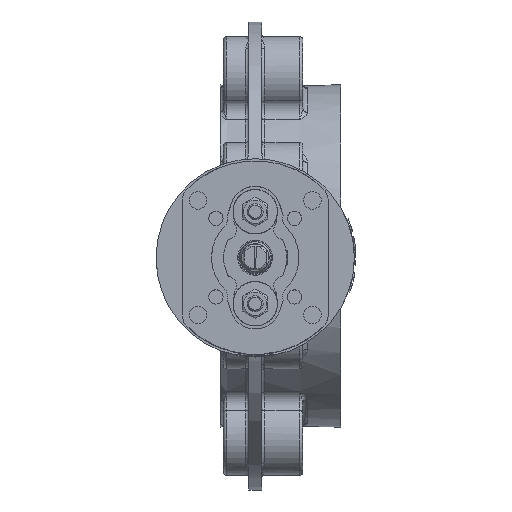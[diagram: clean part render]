
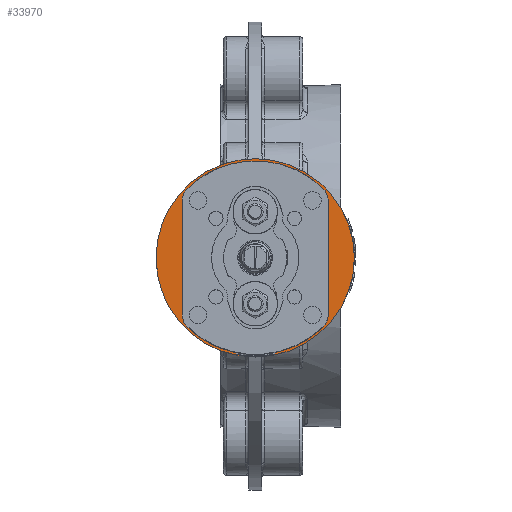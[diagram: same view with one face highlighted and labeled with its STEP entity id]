
A CAD part, top view. The second image highlights one B-rep face of the part: STEP entity #33970.
In plain terms, the highlighted planar face has unit normal (0, 0, 1).
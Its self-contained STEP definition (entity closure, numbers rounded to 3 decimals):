
#2628=LINE('',#61076,#4318);
#2632=LINE('',#61098,#4322);
#4318=VECTOR('',#41947,10.);
#4322=VECTOR('',#41979,10.);
#6184=FACE_BOUND('',#9791,.T.);
#7501=FACE_OUTER_BOUND('',#9790,.T.);
#9790=EDGE_LOOP('',(#25251));
#9791=EDGE_LOOP('',(#25252,#25253,#25254,#25255,#25256,#25257,#25258,#25259));
#11901=CIRCLE('',#36352,61.);
#11967=CIRCLE('',#36429,61.);
#11969=CIRCLE('',#36432,10.);
#11970=CIRCLE('',#36435,10.);
#11976=CIRCLE('',#36446,10.);
#11977=CIRCLE('',#36449,10.);
#12055=CIRCLE('',#36707,62.5);
#14069=VERTEX_POINT('',#57624);
#14070=VERTEX_POINT('',#57626);
#14233=VERTEX_POINT('',#61061);
#14234=VERTEX_POINT('',#61063);
#14236=VERTEX_POINT('',#61070);
#14237=VERTEX_POINT('',#61074);
#14240=VERTEX_POINT('',#61092);
#14241=VERTEX_POINT('',#61096);
#14534=VERTEX_POINT('',#92076);
#17664=EDGE_CURVE('',#14070,#14069,#11901,.T.);
#17839=EDGE_CURVE('',#14234,#14233,#11967,.T.);
#17844=EDGE_CURVE('',#14233,#14236,#11969,.T.);
#17846=EDGE_CURVE('',#14236,#14237,#2628,.T.);
#17847=EDGE_CURVE('',#14237,#14070,#11970,.T.);
#17855=EDGE_CURVE('',#14069,#14240,#11976,.T.);
#17857=EDGE_CURVE('',#14240,#14241,#2632,.T.);
#17858=EDGE_CURVE('',#14241,#14234,#11977,.T.);
#18385=EDGE_CURVE('',#14534,#14534,#12055,.T.);
#25251=ORIENTED_EDGE('',*,*,#18385,.F.);
#25252=ORIENTED_EDGE('',*,*,#17839,.T.);
#25253=ORIENTED_EDGE('',*,*,#17844,.T.);
#25254=ORIENTED_EDGE('',*,*,#17846,.T.);
#25255=ORIENTED_EDGE('',*,*,#17847,.T.);
#25256=ORIENTED_EDGE('',*,*,#17664,.T.);
#25257=ORIENTED_EDGE('',*,*,#17855,.T.);
#25258=ORIENTED_EDGE('',*,*,#17857,.T.);
#25259=ORIENTED_EDGE('',*,*,#17858,.T.);
#30576=PLANE('',#36706);
#33970=ADVANCED_FACE('',(#7501,#6184),#30576,.F.);
#36352=AXIS2_PLACEMENT_3D('',#57627,#41731,#41732);
#36429=AXIS2_PLACEMENT_3D('',#61064,#41933,#41934);
#36432=AXIS2_PLACEMENT_3D('',#61072,#41942,#41943);
#36435=AXIS2_PLACEMENT_3D('',#61078,#41950,#41951);
#36446=AXIS2_PLACEMENT_3D('',#61094,#41974,#41975);
#36449=AXIS2_PLACEMENT_3D('',#61100,#41982,#41983);
#36706=AXIS2_PLACEMENT_3D('',#92075,#42782,#42783);
#36707=AXIS2_PLACEMENT_3D('',#92077,#42784,#42785);
#41731=DIRECTION('center_axis',(0.,0.,
-1.));
#41732=DIRECTION('ref_axis',(0.,1.,0.));
#41933=DIRECTION('center_axis',(0.,0.,
-1.));
#41934=DIRECTION('ref_axis',(0.,1.,0.));
#41942=DIRECTION('center_axis',(0.,0.,
-1.));
#41943=DIRECTION('ref_axis',(0.924,0.383,0.));
#41947=DIRECTION('',(0.,-1.,0.));
#41950=DIRECTION('center_axis',(0.,0.,
-1.));
#41951=DIRECTION('ref_axis',(0.924,-0.383,0.));
#41974=DIRECTION('center_axis',(0.,0.,
-1.));
#41975=DIRECTION('ref_axis',(-0.924,-0.383,0.));
#41979=DIRECTION('',(0.,1.,0.));
#41982=DIRECTION('center_axis',(0.,0.,
-1.));
#41983=DIRECTION('ref_axis',(-0.924,0.383,0.));
#42782=DIRECTION('center_axis',(0.,0.,
-1.));
#42783=DIRECTION('ref_axis',(-1.,0.,0.));
#42784=DIRECTION('center_axis',(0.,0.,
-1.));
#42785=DIRECTION('ref_axis',(0.,-1.,0.));
#57624=CARTESIAN_POINT('',(-43.059,-44.708,195.));
#57626=CARTESIAN_POINT('',(43.059,-44.708,195.));
#57627=CARTESIAN_POINT('Origin',(0.,-1.5,
195.));
#61061=CARTESIAN_POINT('',(43.059,41.708,195.));
#61063=CARTESIAN_POINT('',(-43.059,41.708,195.));
#61064=CARTESIAN_POINT('Origin',(0.,-1.5,
195.));
#61070=CARTESIAN_POINT('',(46.,34.625,195.));
#61072=CARTESIAN_POINT('Origin',(36.,34.625,195.));
#61074=CARTESIAN_POINT('',(46.,-37.625,195.));
#61076=CARTESIAN_POINT('',(46.,42.5,195.));
#61078=CARTESIAN_POINT('Origin',(36.,-37.625,195.));
#61092=CARTESIAN_POINT('',(-46.,-37.625,195.));
#61094=CARTESIAN_POINT('Origin',(-36.,-37.625,195.));
#61096=CARTESIAN_POINT('',(-46.,34.625,195.));
#61098=CARTESIAN_POINT('',(-46.,42.5,195.));
#61100=CARTESIAN_POINT('Origin',(-36.,34.625,195.));
#92075=CARTESIAN_POINT('Origin',(63.5,147.501,195.));
#92076=CARTESIAN_POINT('',(0.,61.,195.));
#92077=CARTESIAN_POINT('Origin',(0.,-1.5,
195.));
